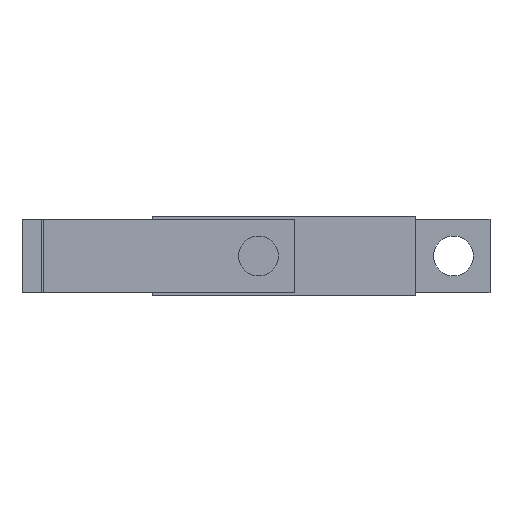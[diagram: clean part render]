
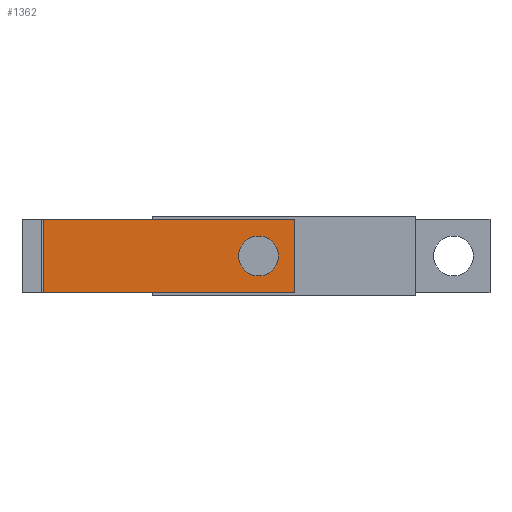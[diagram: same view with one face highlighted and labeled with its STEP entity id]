
A CAD part, left-side view. The second image highlights one B-rep face of the part: STEP entity #1362.
In plain terms, the highlighted planar face has unit normal (-1, 0, 0).
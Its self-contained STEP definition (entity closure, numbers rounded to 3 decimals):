
#1336=AXIS2_PLACEMENT_3D('Plane Axis2P3D',#1333,#1334,#1335) ;
#1346=AXIS2_PLACEMENT_3D('Circle Axis2P3D',#1344,#1345,$) ;
#1355=AXIS2_PLACEMENT_3D('Circle Axis2P3D',#1353,#1354,$) ;
#1214=CARTESIAN_POINT('Vertex',(-20.75,11.,50.)) ;
#1217=CARTESIAN_POINT('Line Origine',(-20.75,11.,57.5)) ;
#1221=CARTESIAN_POINT('Vertex',(-20.75,11.,65.)) ;
#1236=CARTESIAN_POINT('Line Origine',(-20.75,-40.5,57.5)) ;
#1240=CARTESIAN_POINT('Vertex',(-20.75,-40.5,50.)) ;
#1242=CARTESIAN_POINT('Vertex',(-20.75,-40.5,65.)) ;
#1271=CARTESIAN_POINT('Line Origine',(-20.75,-14.75,50.)) ;
#1317=CARTESIAN_POINT('Line Origine',(-20.75,-14.75,65.)) ;
#1333=CARTESIAN_POINT('Axis2P3D Location',(-20.75,11.,0.)) ;
#1344=CARTESIAN_POINT('Axis2P3D Location',(-20.75,-33.,57.5)) ;
#1348=CARTESIAN_POINT('Vertex',(-20.75,-33.,53.4)) ;
#1350=CARTESIAN_POINT('Vertex',(-20.75,-33.,61.6)) ;
#1353=CARTESIAN_POINT('Axis2P3D Location',(-20.75,-33.,57.5)) ;
#1218=DIRECTION('Vector Direction',(0.,0.,1.)) ;
#1237=DIRECTION('Vector Direction',(0.,0.,1.)) ;
#1272=DIRECTION('Vector Direction',(0.,-1.,0.)) ;
#1318=DIRECTION('Vector Direction',(0.,-1.,0.)) ;
#1334=DIRECTION('Axis2P3D Direction',(-1.,0.,0.)) ;
#1335=DIRECTION('Axis2P3D XDirection',(0.,-1.,0.)) ;
#1345=DIRECTION('Axis2P3D Direction',(-1.,0.,0.)) ;
#1354=DIRECTION('Axis2P3D Direction',(-1.,0.,0.)) ;
#1219=VECTOR('Line Direction',#1218,1.) ;
#1238=VECTOR('Line Direction',#1237,1.) ;
#1273=VECTOR('Line Direction',#1272,1.) ;
#1319=VECTOR('Line Direction',#1318,1.) ;
#1339=ORIENTED_EDGE('',*,*,#1223,.F.) ;
#1340=ORIENTED_EDGE('',*,*,#1275,.T.) ;
#1341=ORIENTED_EDGE('',*,*,#1244,.T.) ;
#1342=ORIENTED_EDGE('',*,*,#1321,.F.) ;
#1359=ORIENTED_EDGE('',*,*,#1352,.F.) ;
#1360=ORIENTED_EDGE('',*,*,#1357,.F.) ;
#1361=FACE_BOUND('',#1358,.T.) ;
#1362=ADVANCED_FACE('Terminali posteriori verticali superiori',(#1343,#1361),#1337,.T.) ;
#1347=CIRCLE('generated circle',#1346,4.1) ;
#1356=CIRCLE('generated circle',#1355,4.1) ;
#1223=EDGE_CURVE('',#1215,#1222,#1220,.T.) ;
#1244=EDGE_CURVE('',#1241,#1243,#1239,.T.) ;
#1275=EDGE_CURVE('',#1215,#1241,#1274,.T.) ;
#1321=EDGE_CURVE('',#1222,#1243,#1320,.T.) ;
#1352=EDGE_CURVE('',#1349,#1351,#1347,.T.) ;
#1357=EDGE_CURVE('',#1351,#1349,#1356,.T.) ;
#1338=EDGE_LOOP('',(#1339,#1340,#1341,#1342)) ;
#1358=EDGE_LOOP('',(#1359,#1360)) ;
#1343=FACE_OUTER_BOUND('',#1338,.T.) ;
#1220=LINE('Line',#1217,#1219) ;
#1239=LINE('Line',#1236,#1238) ;
#1274=LINE('Line',#1271,#1273) ;
#1320=LINE('Line',#1317,#1319) ;
#1337=PLANE('',#1336) ;
#1215=VERTEX_POINT('',#1214) ;
#1222=VERTEX_POINT('',#1221) ;
#1241=VERTEX_POINT('',#1240) ;
#1243=VERTEX_POINT('',#1242) ;
#1349=VERTEX_POINT('',#1348) ;
#1351=VERTEX_POINT('',#1350) ;
